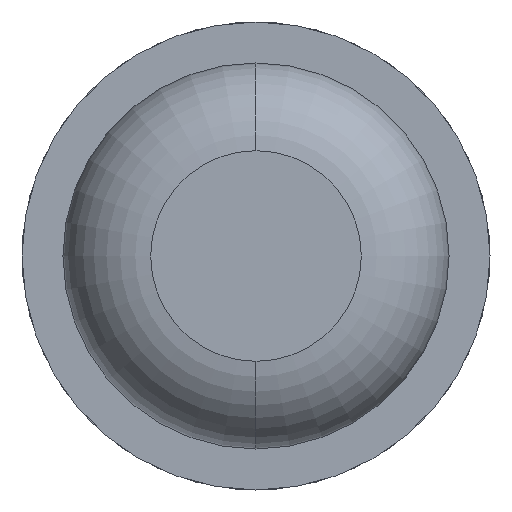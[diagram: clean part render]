
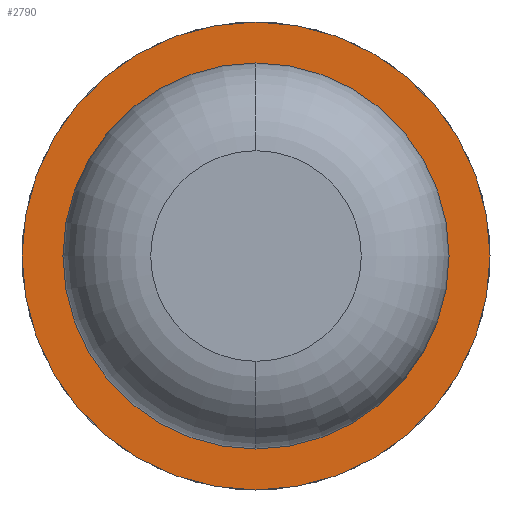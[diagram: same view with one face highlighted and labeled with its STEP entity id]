
A CAD part, front view. The second image highlights one B-rep face of the part: STEP entity #2790.
In plain terms, the highlighted planar face has unit normal (0, -1, 0).
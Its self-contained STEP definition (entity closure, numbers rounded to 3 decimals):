
#289 = DIRECTION ( 'NONE',  ( -1., 0., 0. ) ) ;
#310 = DIRECTION ( 'NONE',  ( 0., 1., 0. ) ) ;
#421 = EDGE_CURVE ( 'Defeature ausgef�hrt1_5+Defeature ausgef�hrt1_0+Defeature ausgef�hrt1_0+Defeature ausgef�hrt1_0', #1959, #1896, #1423, .T. ) ;
#452 = EDGE_LOOP ( 'NONE', ( #1671, #1202 ) ) ;
#483 = AXIS2_PLACEMENT_3D ( 'NONE', #3494, #3479, #2178 ) ;
#680 = EDGE_CURVE ( 'Defeature ausgef�hrt1_6+Defeature ausgef�hrt1_5+Defeature ausgef�hrt1_5+Defeature ausgef�hrt1_5', #1978, #767, #1890, .T. ) ;
#762 = AXIS2_PLACEMENT_3D ( 'NONE', #1282, #1354, #3504 ) ;
#767 = VERTEX_POINT ( 'NONE', #1555 ) ;
#1202 = ORIENTED_EDGE ( 'NONE', *, *, #3036, .T. ) ;
#1282 = CARTESIAN_POINT ( 'NONE',  ( 0., -4., 0. ) ) ;
#1354 = DIRECTION ( 'NONE',  ( 0., 1., 0. ) ) ;
#1423 = CIRCLE ( 'NONE', #762, 0.825 ) ;
#1497 = DIRECTION ( 'NONE',  ( 0., 1., 0. ) ) ;
#1500 = DIRECTION ( 'NONE',  ( 0., 1., 0. ) ) ;
#1531 = EDGE_LOOP ( 'NONE', ( #2192, #2465 ) ) ;
#1555 = CARTESIAN_POINT ( 'NONE',  ( -1., -4., 0. ) ) ;
#1671 = ORIENTED_EDGE ( 'NONE', *, *, #421, .T. ) ;
#1756 = CIRCLE ( 'NONE', #2592, 0.825 ) ;
#1801 = DIRECTION ( 'NONE',  ( -1., 0., 0. ) ) ;
#1834 = DIRECTION ( 'NONE',  ( -1., 0., 0. ) ) ;
#1856 = CARTESIAN_POINT ( 'NONE',  ( 0., -4., 0.825 ) ) ;
#1890 = CIRCLE ( 'NONE', #3731, 1. ) ;
#1896 = VERTEX_POINT ( 'NONE', #3060 ) ;
#1959 = VERTEX_POINT ( 'NONE', #1856 ) ;
#1978 = VERTEX_POINT ( 'NONE', #3035 ) ;
#2074 = CARTESIAN_POINT ( 'NONE',  ( 0., -4., 0. ) ) ;
#2178 = DIRECTION ( 'NONE',  ( -1., 0., 0. ) ) ;
#2192 = ORIENTED_EDGE ( 'NONE', *, *, #2472, .F. ) ;
#2465 = ORIENTED_EDGE ( 'NONE', *, *, #680, .F. ) ;
#2472 = EDGE_CURVE ( 'Defeature ausgef�hrt1_6+Defeature ausgef�hrt1_5+Defeature ausgef�hrt1_5+Defeature ausgef�hrt1_5', #767, #1978, #3593, .T. ) ;
#2511 = AXIS2_PLACEMENT_3D ( 'NONE', #3609, #1497, #1834 ) ;
#2538 = PLANE ( 'NONE',  #483 ) ;
#2592 = AXIS2_PLACEMENT_3D ( 'NONE', #3308, #1500, #1801 ) ;
#2788 = FACE_OUTER_BOUND ( 'NONE', #1531, .T. ) ;
#2790 = ADVANCED_FACE ( 'Defeature ausgef�hrt1_5', ( #2788, #3553 ), #2538, .F. ) ;
#3035 = CARTESIAN_POINT ( 'NONE',  ( 1., -4., 0. ) ) ;
#3036 = EDGE_CURVE ( 'Defeature ausgef�hrt1_5+Defeature ausgef�hrt1_0+Defeature ausgef�hrt1_0+Defeature ausgef�hrt1_0', #1896, #1959, #1756, .T. ) ;
#3060 = CARTESIAN_POINT ( 'NONE',  ( 0., -4., -0.825 ) ) ;
#3308 = CARTESIAN_POINT ( 'NONE',  ( 0., -4., 0. ) ) ;
#3479 = DIRECTION ( 'NONE',  ( 0., 1., 0. ) ) ;
#3494 = CARTESIAN_POINT ( 'NONE',  ( 0.825, -4., 0. ) ) ;
#3504 = DIRECTION ( 'NONE',  ( -1., 0., 0. ) ) ;
#3553 = FACE_BOUND ( 'NONE', #452, .T. ) ;
#3593 = CIRCLE ( 'NONE', #2511, 1. ) ;
#3609 = CARTESIAN_POINT ( 'NONE',  ( 0., -4., 0. ) ) ;
#3731 = AXIS2_PLACEMENT_3D ( 'NONE', #2074, #310, #289 ) ;
